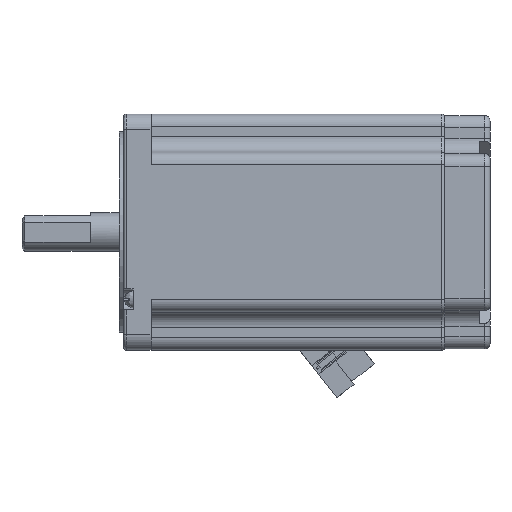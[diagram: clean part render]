
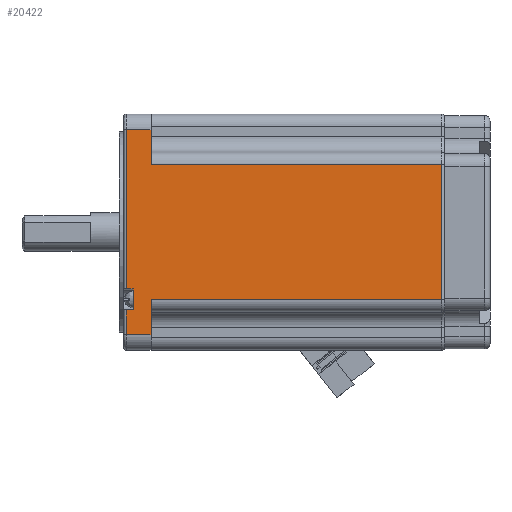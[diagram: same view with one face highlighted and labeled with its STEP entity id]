
A CAD part, front view. The second image highlights one B-rep face of the part: STEP entity #20422.
In plain terms, the highlighted face is planar.
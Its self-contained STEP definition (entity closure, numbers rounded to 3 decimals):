
#622 = EDGE_CURVE ( 'NONE', #13517, #24951, #6253, .T. ) ;
#658 = CARTESIAN_POINT ( 'NONE',  ( -48.658, 86.46, -3.5 ) ) ;
#1362 = ORIENTED_EDGE ( 'NONE', *, *, #18298, .T. ) ;
#1444 = EDGE_CURVE ( 'NONE', #2016, #11861, #3382, .T. ) ;
#2016 = VERTEX_POINT ( 'NONE', #22880 ) ;
#2215 = ORIENTED_EDGE ( 'NONE', *, *, #622, .T. ) ;
#2546 = PLANE ( 'NONE',  #11142 ) ;
#3204 = LINE ( 'NONE', #23472, #23794 ) ;
#3382 = LINE ( 'NONE', #14337, #23991 ) ;
#3486 = DIRECTION ( 'NONE',  ( -1., 0., 0. ) ) ;
#3533 = LINE ( 'NONE', #17663, #18843 ) ;
#3649 = LINE ( 'NONE', #20175, #4257 ) ;
#3931 = CARTESIAN_POINT ( 'NONE',  ( -119.958, 86.46, -10. ) ) ;
#4257 = VECTOR ( 'NONE', #14157, 1000. ) ;
#4360 = CARTESIAN_POINT ( 'NONE',  ( -56.258, 86.46, -3.5 ) ) ;
#4561 = EDGE_CURVE ( 'NONE', #11861, #16283, #14887, .T. ) ;
#5927 = DIRECTION ( 'NONE',  ( -1., 0., 0. ) ) ;
#6110 = EDGE_CURVE ( 'NONE', #10188, #22704, #12327, .T. ) ;
#6164 = VERTEX_POINT ( 'NONE', #21549 ) ;
#6253 = LINE ( 'NONE', #8977, #16272 ) ;
#6519 = DIRECTION ( 'NONE',  ( 0., 1., 0. ) ) ;
#6969 = DIRECTION ( 'NONE',  ( 0., 0., -1. ) ) ;
#7062 = CARTESIAN_POINT ( 'NONE',  ( -114.258, 86.46, -10. ) ) ;
#7250 = CARTESIAN_POINT ( 'NONE',  ( -56.258, 86.46, 0. ) ) ;
#7425 = DIRECTION ( 'NONE',  ( 0., 0., 1. ) ) ;
#7803 = VECTOR ( 'NONE', #10224, 1000. ) ;
#8380 = VERTEX_POINT ( 'NONE', #20608 ) ;
#8977 = CARTESIAN_POINT ( 'NONE',  ( -52.358, 86.46, 0. ) ) ;
#9194 = DIRECTION ( 'NONE',  ( 1., 0., 0. ) ) ;
#10005 = VECTOR ( 'NONE', #3486, 1000. ) ;
#10024 = EDGE_CURVE ( 'NONE', #17050, #8380, #14379, .T. ) ;
#10100 = ORIENTED_EDGE ( 'NONE', *, *, #22385, .T. ) ;
#10166 = CARTESIAN_POINT ( 'NONE',  ( -101.558, 86.46, -10. ) ) ;
#10188 = VERTEX_POINT ( 'NONE', #658 ) ;
#10224 = DIRECTION ( 'NONE',  ( -1., 0., 0. ) ) ;
#11142 = AXIS2_PLACEMENT_3D ( 'NONE', #18514, #6519, #20506 ) ;
#11165 = ORIENTED_EDGE ( 'NONE', *, *, #4561, .T. ) ;
#11525 = DIRECTION ( 'NONE',  ( 1., 0., 0. ) ) ;
#11807 = VERTEX_POINT ( 'NONE', #7062 ) ;
#11861 = VERTEX_POINT ( 'NONE', #23221 ) ;
#12327 = LINE ( 'NONE', #19390, #18261 ) ;
#12455 = EDGE_CURVE ( 'NONE', #11807, #2016, #3649, .T. ) ;
#12755 = LINE ( 'NONE', #13230, #23360 ) ;
#12978 = ORIENTED_EDGE ( 'NONE', *, *, #14429, .T. ) ;
#12994 = LINE ( 'NONE', #3931, #22988 ) ;
#13230 = CARTESIAN_POINT ( 'NONE',  ( -119.958, 86.46, -3.5 ) ) ;
#13517 = VERTEX_POINT ( 'NONE', #18363 ) ;
#13752 = VECTOR ( 'NONE', #16093, 1000. ) ;
#14103 = CARTESIAN_POINT ( 'NONE',  ( -39.658, 86.46, 0. ) ) ;
#14157 = DIRECTION ( 'NONE',  ( 0., 0., 1. ) ) ;
#14337 = CARTESIAN_POINT ( 'NONE',  ( -119.958, 86.46, -1. ) ) ;
#14379 = LINE ( 'NONE', #14103, #13752 ) ;
#14429 = EDGE_CURVE ( 'NONE', #20971, #11807, #24725, .T. ) ;
#14887 = LINE ( 'NONE', #7250, #24914 ) ;
#15215 = ORIENTED_EDGE ( 'NONE', *, *, #24126, .T. ) ;
#15423 = CARTESIAN_POINT ( 'NONE',  ( -119.958, 86.46, -10. ) ) ;
#16002 = EDGE_LOOP ( 'NONE', ( #2215, #15215, #16783, #12978, #19358, #20611, #11165, #24247, #22012, #10100, #23253, #1362 ) ) ;
#16093 = DIRECTION ( 'NONE',  ( 0., 0., -1. ) ) ;
#16272 = VECTOR ( 'NONE', #6969, 1000. ) ;
#16283 = VERTEX_POINT ( 'NONE', #4360 ) ;
#16342 = DIRECTION ( 'NONE',  ( 1., 0., 0. ) ) ;
#16369 = CARTESIAN_POINT ( 'NONE',  ( -48.658, 86.46, -1. ) ) ;
#16783 = ORIENTED_EDGE ( 'NONE', *, *, #20064, .T. ) ;
#16835 = CARTESIAN_POINT ( 'NONE',  ( -39.658, 86.46, -1. ) ) ;
#17050 = VERTEX_POINT ( 'NONE', #16835 ) ;
#17185 = EDGE_CURVE ( 'NONE', #16283, #10188, #12755, .T. ) ;
#17233 = DIRECTION ( 'NONE',  ( 0., 0., -1. ) ) ;
#17663 = CARTESIAN_POINT ( 'NONE',  ( -101.558, 86.46, 0. ) ) ;
#18261 = VECTOR ( 'NONE', #7425, 1000. ) ;
#18298 = EDGE_CURVE ( 'NONE', #8380, #13517, #12994, .T. ) ;
#18363 = CARTESIAN_POINT ( 'NONE',  ( -52.358, 86.46, -10. ) ) ;
#18514 = CARTESIAN_POINT ( 'NONE',  ( -119.958, 86.46, 0. ) ) ;
#18843 = VECTOR ( 'NONE', #23671, 1000. ) ;
#19022 = CARTESIAN_POINT ( 'NONE',  ( -52.358, 86.46, -116. ) ) ;
#19358 = ORIENTED_EDGE ( 'NONE', *, *, #12455, .T. ) ;
#19390 = CARTESIAN_POINT ( 'NONE',  ( -48.658, 86.46, 0. ) ) ;
#20064 = EDGE_CURVE ( 'NONE', #6164, #20971, #3533, .T. ) ;
#20175 = CARTESIAN_POINT ( 'NONE',  ( -114.258, 86.46, 0. ) ) ;
#20422 = ADVANCED_FACE ( 'NONE', ( #21308 ), #2546, .T. ) ;
#20506 = DIRECTION ( 'NONE',  ( 0., 0., 1. ) ) ;
#20608 = CARTESIAN_POINT ( 'NONE',  ( -39.658, 86.46, -10. ) ) ;
#20611 = ORIENTED_EDGE ( 'NONE', *, *, #1444, .T. ) ;
#20971 = VERTEX_POINT ( 'NONE', #10166 ) ;
#21308 = FACE_OUTER_BOUND ( 'NONE', #16002, .T. ) ;
#21549 = CARTESIAN_POINT ( 'NONE',  ( -101.558, 86.46, -116. ) ) ;
#22012 = ORIENTED_EDGE ( 'NONE', *, *, #6110, .T. ) ;
#22179 = CARTESIAN_POINT ( 'NONE',  ( -119.958, 86.46, -116. ) ) ;
#22385 = EDGE_CURVE ( 'NONE', #22704, #17050, #3204, .T. ) ;
#22704 = VERTEX_POINT ( 'NONE', #16369 ) ;
#22880 = CARTESIAN_POINT ( 'NONE',  ( -114.258, 86.46, -1. ) ) ;
#22988 = VECTOR ( 'NONE', #5927, 1000. ) ;
#23130 = LINE ( 'NONE', #22179, #7803 ) ;
#23221 = CARTESIAN_POINT ( 'NONE',  ( -56.258, 86.46, -1. ) ) ;
#23253 = ORIENTED_EDGE ( 'NONE', *, *, #10024, .T. ) ;
#23360 = VECTOR ( 'NONE', #9194, 1000. ) ;
#23472 = CARTESIAN_POINT ( 'NONE',  ( -119.958, 86.46, -1. ) ) ;
#23671 = DIRECTION ( 'NONE',  ( 0., 0., 1. ) ) ;
#23794 = VECTOR ( 'NONE', #11525, 1000. ) ;
#23991 = VECTOR ( 'NONE', #16342, 1000. ) ;
#24126 = EDGE_CURVE ( 'NONE', #24951, #6164, #23130, .T. ) ;
#24247 = ORIENTED_EDGE ( 'NONE', *, *, #17185, .T. ) ;
#24725 = LINE ( 'NONE', #15423, #10005 ) ;
#24914 = VECTOR ( 'NONE', #17233, 1000. ) ;
#24951 = VERTEX_POINT ( 'NONE', #19022 ) ;
